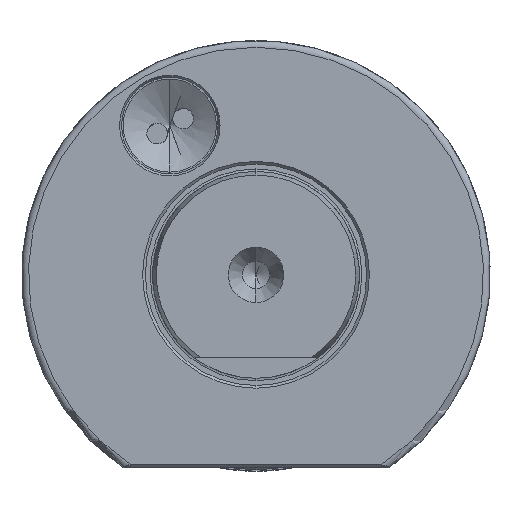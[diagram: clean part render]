
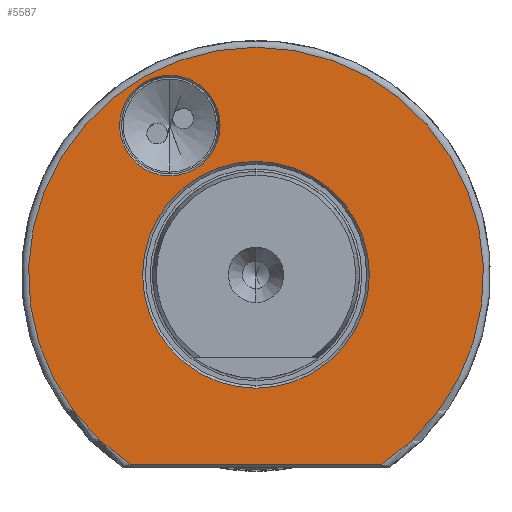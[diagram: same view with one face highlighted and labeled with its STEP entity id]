
A CAD part, front view. The second image highlights one B-rep face of the part: STEP entity #5587.
In plain terms, the highlighted planar face has unit normal (0, -1, 0).
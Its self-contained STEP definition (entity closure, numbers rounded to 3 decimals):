
#217 = FACE_BOUND ( 'NONE', #30275, .T. ) ;
#344 = VERTEX_POINT ( 'NONE', #19609 ) ;
#684 = EDGE_CURVE ( 'NONE', #9096, #344, #7058, .T. ) ;
#2830 = AXIS2_PLACEMENT_3D ( 'NONE', #23843, #8106, #40425 ) ;
#3912 = DIRECTION ( 'NONE',  ( 0., 0., -1. ) ) ;
#4126 = CIRCLE ( 'NONE', #32729, 33. ) ;
#4310 = EDGE_CURVE ( 'NONE', #14617, #16183, #29852, .T. ) ;
#5587 = ADVANCED_FACE ( 'NONE', ( #217, #29811, #21054 ), #15283, .T. ) ;
#5825 = AXIS2_PLACEMENT_3D ( 'NONE', #14073, #33412, #40090 ) ;
#7058 = LINE ( 'NONE', #24371, #32136 ) ;
#7509 = AXIS2_PLACEMENT_3D ( 'NONE', #41381, #36104, #31359 ) ;
#7695 = AXIS2_PLACEMENT_3D ( 'NONE', #13851, #20032, #3912 ) ;
#8106 = DIRECTION ( 'NONE',  ( 0., 1., 0. ) ) ;
#8846 = VERTEX_POINT ( 'NONE', #9445 ) ;
#9096 = VERTEX_POINT ( 'NONE', #10838 ) ;
#9445 = CARTESIAN_POINT ( 'NONE',  ( -12.5, 55., 28.939 ) ) ;
#10838 = CARTESIAN_POINT ( 'NONE',  ( -18.239, 55., -27.502 ) ) ;
#11099 = ORIENTED_EDGE ( 'NONE', *, *, #25696, .T. ) ;
#12038 = CARTESIAN_POINT ( 'NONE',  ( 0., 55., 16.45 ) ) ;
#12298 = DIRECTION ( 'NONE',  ( 0., 0., -1. ) ) ;
#12331 = CARTESIAN_POINT ( 'NONE',  ( 0., 55., -16.45 ) ) ;
#12422 = ORIENTED_EDGE ( 'NONE', *, *, #37661, .T. ) ;
#13506 = EDGE_CURVE ( 'NONE', #8846, #38828, #19945, .T. ) ;
#13760 = AXIS2_PLACEMENT_3D ( 'NONE', #15434, #41733, #12298 ) ;
#13851 = CARTESIAN_POINT ( 'NONE',  ( 0., 55., 0. ) ) ;
#14073 = CARTESIAN_POINT ( 'NONE',  ( -12.5, 55., 21.651 ) ) ;
#14390 = CARTESIAN_POINT ( 'NONE',  ( -12.5, 55., 14.362 ) ) ;
#14617 = VERTEX_POINT ( 'NONE', #12038 ) ;
#14824 = CARTESIAN_POINT ( 'NONE',  ( 0., 55., 0. ) ) ;
#15283 = PLANE ( 'NONE',  #13760 ) ;
#15434 = CARTESIAN_POINT ( 'NONE',  ( 16.45, 55., 0. ) ) ;
#16183 = VERTEX_POINT ( 'NONE', #12331 ) ;
#16489 = EDGE_LOOP ( 'NONE', ( #12422, #37434 ) ) ;
#16492 = EDGE_CURVE ( 'NONE', #16183, #14617, #20266, .T. ) ;
#18570 = ORIENTED_EDGE ( 'NONE', *, *, #16492, .F. ) ;
#19609 = CARTESIAN_POINT ( 'NONE',  ( 18.241, 55., -27.5 ) ) ;
#19945 = CIRCLE ( 'NONE', #2830, 7.289 ) ;
#20032 = DIRECTION ( 'NONE',  ( 0., -1., 0. ) ) ;
#20266 = CIRCLE ( 'NONE', #7509, 16.45 ) ;
#21054 = FACE_BOUND ( 'NONE', #16489, .T. ) ;
#21111 = DIRECTION ( 'NONE',  ( 0., -1., 0. ) ) ;
#21400 = ORIENTED_EDGE ( 'NONE', *, *, #684, .T. ) ;
#23843 = CARTESIAN_POINT ( 'NONE',  ( -12.5, 55., 21.651 ) ) ;
#24371 = CARTESIAN_POINT ( 'NONE',  ( 17.464, 55., -27.5 ) ) ;
#25696 = EDGE_CURVE ( 'NONE', #344, #9096, #4126, .T. ) ;
#27694 = DIRECTION ( 'NONE',  ( 1., 0., 0. ) ) ;
#29811 = FACE_OUTER_BOUND ( 'NONE', #31237, .T. ) ;
#29852 = CIRCLE ( 'NONE', #7695, 16.45 ) ;
#30275 = EDGE_LOOP ( 'NONE', ( #18570, #41967 ) ) ;
#31237 = EDGE_LOOP ( 'NONE', ( #11099, #21400 ) ) ;
#31359 = DIRECTION ( 'NONE',  ( 0., 0., -1. ) ) ;
#32136 = VECTOR ( 'NONE', #27694, 1000. ) ;
#32729 = AXIS2_PLACEMENT_3D ( 'NONE', #14824, #21111, #40578 ) ;
#33412 = DIRECTION ( 'NONE',  ( 0., 1., 0. ) ) ;
#36104 = DIRECTION ( 'NONE',  ( 0., -1., 0. ) ) ;
#37434 = ORIENTED_EDGE ( 'NONE', *, *, #13506, .T. ) ;
#37661 = EDGE_CURVE ( 'NONE', #38828, #8846, #37953, .T. ) ;
#37953 = CIRCLE ( 'NONE', #5825, 7.289 ) ;
#38828 = VERTEX_POINT ( 'NONE', #14390 ) ;
#40090 = DIRECTION ( 'NONE',  ( 0., 0., -1. ) ) ;
#40425 = DIRECTION ( 'NONE',  ( 0., 0., -1. ) ) ;
#40578 = DIRECTION ( 'NONE',  ( 0., 0., -1. ) ) ;
#41381 = CARTESIAN_POINT ( 'NONE',  ( 0., 55., 0. ) ) ;
#41733 = DIRECTION ( 'NONE',  ( 0., -1., 0. ) ) ;
#41967 = ORIENTED_EDGE ( 'NONE', *, *, #4310, .F. ) ;
